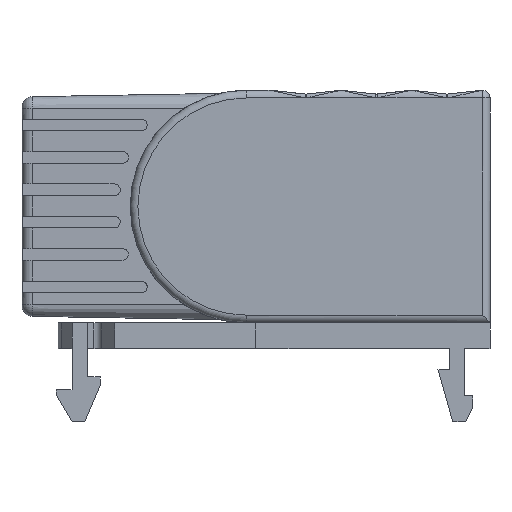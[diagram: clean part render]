
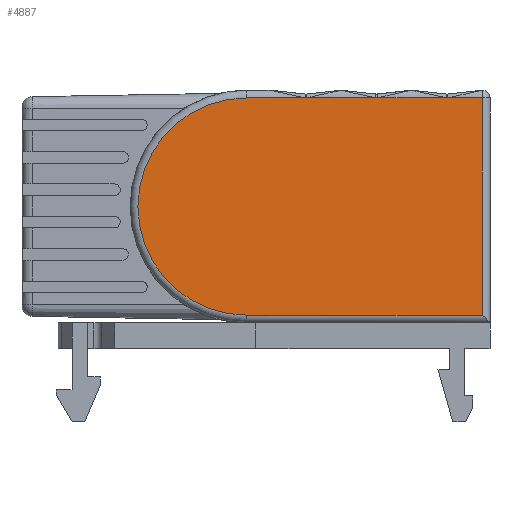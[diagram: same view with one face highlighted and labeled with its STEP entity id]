
A CAD part, left-side view. The second image highlights one B-rep face of the part: STEP entity #4887.
In plain terms, the highlighted planar face has unit normal (-1, 0, 0).
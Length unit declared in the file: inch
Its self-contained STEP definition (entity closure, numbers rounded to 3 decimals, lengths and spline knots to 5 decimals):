
#202 = LINE ( 'NONE', #2255, #26751 ) ;
#276 = EDGE_CURVE ( 'NONE', #13682, #2309, #16608, .T. ) ;
#1593 = CIRCLE ( 'NONE', #2390, 0.4225 ) ;
#2076 = DIRECTION ( 'NONE',  ( 0., 0., 1. ) ) ;
#2255 = CARTESIAN_POINT ( 'NONE',  ( -0.6525, 0., 0.4225 ) ) ;
#2309 = VERTEX_POINT ( 'NONE', #19864 ) ;
#2390 = AXIS2_PLACEMENT_3D ( 'NONE', #16876, #4337, #18975 ) ;
#3323 = CARTESIAN_POINT ( 'NONE',  ( -0.6525, 0., -0.4225 ) ) ;
#4337 = DIRECTION ( 'NONE',  ( -1., 0., 0. ) ) ;
#4887 = ADVANCED_FACE ( 'NONE', ( #21635 ), #21896, .F. ) ;
#8420 = ORIENTED_EDGE ( 'NONE', *, *, #10847, .T. ) ;
#9345 = DIRECTION ( 'NONE',  ( 1., 0., 0. ) ) ;
#10450 = ORIENTED_EDGE ( 'NONE', *, *, #26793, .T. ) ;
#10847 = EDGE_CURVE ( 'NONE', #2309, #25614, #11231, .T. ) ;
#11041 = VECTOR ( 'NONE', #20178, 39.37008 ) ;
#11231 = LINE ( 'NONE', #27198, #13124 ) ;
#13124 = VECTOR ( 'NONE', #2076, 39.37008 ) ;
#13682 = VERTEX_POINT ( 'NONE', #18391 ) ;
#16608 = LINE ( 'NONE', #3323, #11041 ) ;
#16876 = CARTESIAN_POINT ( 'NONE',  ( -0.6525, 0., 0. ) ) ;
#17676 = CARTESIAN_POINT ( 'NONE',  ( -0.6525, 0., 0. ) ) ;
#18391 = CARTESIAN_POINT ( 'NONE',  ( -0.6525, 0., -0.4225 ) ) ;
#18717 = CARTESIAN_POINT ( 'NONE',  ( -0.6525, 0., 0.4225 ) ) ;
#18975 = DIRECTION ( 'NONE',  ( 0., 0., -1. ) ) ;
#19022 = VERTEX_POINT ( 'NONE', #18717 ) ;
#19864 = CARTESIAN_POINT ( 'NONE',  ( -0.6525, -0.9175, -0.4225 ) ) ;
#20178 = DIRECTION ( 'NONE',  ( 0., -1., 0. ) ) ;
#20770 = CARTESIAN_POINT ( 'NONE',  ( -0.6525, -0.9175, 0.4225 ) ) ;
#21373 = EDGE_CURVE ( 'NONE', #25614, #19022, #202, .T. ) ;
#21508 = AXIS2_PLACEMENT_3D ( 'NONE', #17676, #9345, #23995 ) ;
#21635 = FACE_OUTER_BOUND ( 'NONE', #21941, .T. ) ;
#21651 = ORIENTED_EDGE ( 'NONE', *, *, #21373, .T. ) ;
#21896 = PLANE ( 'NONE',  #21508 ) ;
#21941 = EDGE_LOOP ( 'NONE', ( #10450, #23494, #8420, #21651 ) ) ;
#23494 = ORIENTED_EDGE ( 'NONE', *, *, #276, .T. ) ;
#23995 = DIRECTION ( 'NONE',  ( 0., 0., -1. ) ) ;
#25068 = DIRECTION ( 'NONE',  ( 0., 1., 0. ) ) ;
#25614 = VERTEX_POINT ( 'NONE', #20770 ) ;
#26751 = VECTOR ( 'NONE', #25068, 39.37008 ) ;
#26793 = EDGE_CURVE ( 'NONE', #19022, #13682, #1593, .T. ) ;
#27198 = CARTESIAN_POINT ( 'NONE',  ( -0.6525, -0.9175, 0. ) ) ;
